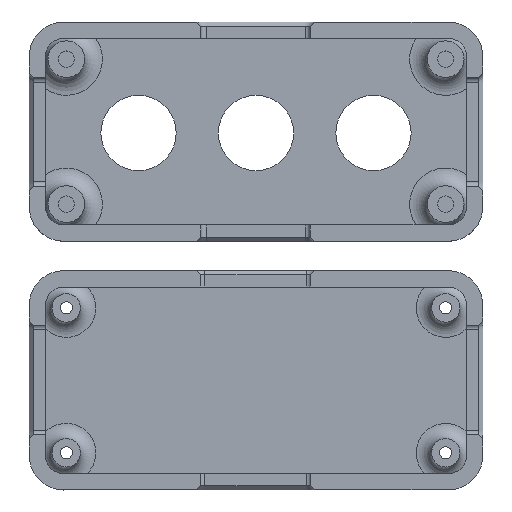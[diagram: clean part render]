
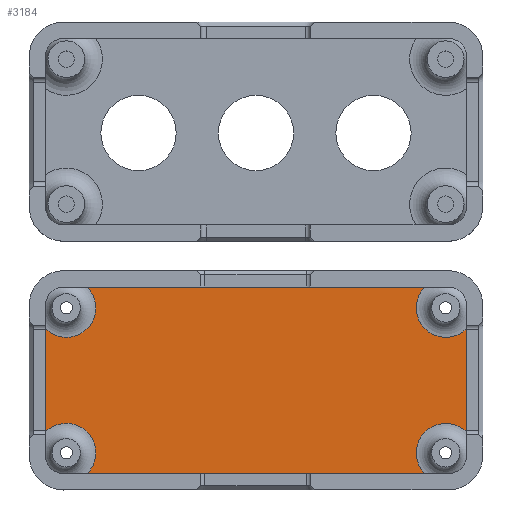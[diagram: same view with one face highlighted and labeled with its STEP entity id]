
A CAD part, top view. The second image highlights one B-rep face of the part: STEP entity #3184.
In plain terms, the highlighted planar face has unit normal (0, 0, 1).
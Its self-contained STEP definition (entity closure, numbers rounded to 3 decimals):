
#213=CIRCLE('',#3412,5.8);
#215=CIRCLE('',#3416,5.8);
#216=CIRCLE('',#3417,5.8);
#217=CIRCLE('',#3418,5.8);
#218=CIRCLE('',#3419,5.8);
#219=CIRCLE('',#3420,5.8);
#355=LINE('',#5364,#625);
#362=LINE('',#5410,#632);
#364=LINE('',#5439,#634);
#373=LINE('',#5505,#643);
#625=VECTOR('',#3793,10.);
#632=VECTOR('',#3810,10.);
#634=VECTOR('',#3814,10.);
#643=VECTOR('',#3883,10.);
#886=PLANE('',#3415);
#1001=FACE_OUTER_BOUND('',#1206,.T.);
#1206=EDGE_LOOP('',(#2349,#2350,#2351,#2352,#2353,#2354,#2355,#2356,#2357,
#2358));
#1467=VERTEX_POINT('',#5352);
#1468=VERTEX_POINT('',#5363);
#1479=VERTEX_POINT('',#5400);
#1480=VERTEX_POINT('',#5409);
#1483=VERTEX_POINT('',#5427);
#1484=VERTEX_POINT('',#5438);
#1498=VERTEX_POINT('',#5497);
#1499=VERTEX_POINT('',#5499);
#1500=VERTEX_POINT('',#5502);
#1501=VERTEX_POINT('',#5504);
#1775=EDGE_CURVE('',#1467,#1468,#355,.T.);
#1789=EDGE_CURVE('',#1479,#1480,#362,.F.);
#1794=EDGE_CURVE('',#1483,#1484,#364,.T.);
#1815=EDGE_CURVE('',#1480,#1483,#213,.T.);
#1818=EDGE_CURVE('',#1468,#1498,#215,.T.);
#1819=EDGE_CURVE('',#1499,#1467,#216,.T.);
#1820=EDGE_CURVE('',#1484,#1499,#217,.T.);
#1821=EDGE_CURVE('',#1500,#1479,#218,.T.);
#1822=EDGE_CURVE('',#1501,#1500,#373,.F.);
#1823=EDGE_CURVE('',#1498,#1501,#219,.T.);
#2349=ORIENTED_EDGE('',*,*,#1818,.F.);
#2350=ORIENTED_EDGE('',*,*,#1775,.F.);
#2351=ORIENTED_EDGE('',*,*,#1819,.F.);
#2352=ORIENTED_EDGE('',*,*,#1820,.F.);
#2353=ORIENTED_EDGE('',*,*,#1794,.F.);
#2354=ORIENTED_EDGE('',*,*,#1815,.F.);
#2355=ORIENTED_EDGE('',*,*,#1789,.F.);
#2356=ORIENTED_EDGE('',*,*,#1821,.F.);
#2357=ORIENTED_EDGE('',*,*,#1822,.F.);
#2358=ORIENTED_EDGE('',*,*,#1823,.F.);
#3184=ADVANCED_FACE('',(#1001),#886,.T.);
#3412=AXIS2_PLACEMENT_3D('',#5491,#3866,#3867);
#3415=AXIS2_PLACEMENT_3D('',#5496,#3873,#3874);
#3416=AXIS2_PLACEMENT_3D('',#5498,#3875,#3876);
#3417=AXIS2_PLACEMENT_3D('',#5500,#3877,#3878);
#3418=AXIS2_PLACEMENT_3D('',#5501,#3879,#3880);
#3419=AXIS2_PLACEMENT_3D('',#5503,#3881,#3882);
#3420=AXIS2_PLACEMENT_3D('',#5506,#3884,#3885);
#3793=DIRECTION('',(0.,1.,0.));
#3810=DIRECTION('',(0.,1.,0.));
#3814=DIRECTION('',(-1.,0.,0.));
#3866=DIRECTION('center_axis',(0.,0.,1.));
#3867=DIRECTION('ref_axis',(-1.,0.,0.));
#3873=DIRECTION('center_axis',(0.,0.,1.));
#3874=DIRECTION('ref_axis',(1.,0.,0.));
#3875=DIRECTION('center_axis',(0.,0.,1.));
#3876=DIRECTION('ref_axis',(-1.,0.,0.));
#3877=DIRECTION('center_axis',(0.,0.,1.));
#3878=DIRECTION('ref_axis',(-1.,0.,0.));
#3879=DIRECTION('center_axis',(0.,0.,1.));
#3880=DIRECTION('ref_axis',(-1.,0.,0.));
#3881=DIRECTION('center_axis',(0.,0.,1.));
#3882=DIRECTION('ref_axis',(-1.,0.,0.));
#3883=DIRECTION('',(-1.,0.,0.));
#3884=DIRECTION('center_axis',(0.,0.,1.));
#3885=DIRECTION('ref_axis',(-1.,0.,0.));
#5352=CARTESIAN_POINT('',(-41.4,-10.148,-3.8));
#5363=CARTESIAN_POINT('',(-41.4,10.148,-3.8));
#5364=CARTESIAN_POINT('',(-41.4,7.375,-3.8));
#5400=CARTESIAN_POINT('',(41.4,10.148,-3.8));
#5409=CARTESIAN_POINT('',(41.4,-10.148,-3.8));
#5410=CARTESIAN_POINT('',(41.4,-7.375,-3.8));
#5427=CARTESIAN_POINT('',(33.198,-18.35,-3.8));
#5438=CARTESIAN_POINT('',(-33.198,-18.35,-3.8));
#5439=CARTESIAN_POINT('',(-18.9,-18.35,-3.8));
#5491=CARTESIAN_POINT('Origin',(37.3,-14.25,-3.8));
#5496=CARTESIAN_POINT('Origin',(0.,0.,
-3.8));
#5497=CARTESIAN_POINT('',(-31.5,14.25,-3.8));
#5498=CARTESIAN_POINT('Origin',(-37.3,14.25,-3.8));
#5499=CARTESIAN_POINT('',(-31.5,-14.25,-3.8));
#5500=CARTESIAN_POINT('Origin',(-37.3,-14.25,-3.8));
#5501=CARTESIAN_POINT('Origin',(-37.3,-14.25,-3.8));
#5502=CARTESIAN_POINT('',(33.198,18.35,-3.8));
#5503=CARTESIAN_POINT('Origin',(37.3,14.25,-3.8));
#5504=CARTESIAN_POINT('',(-33.198,18.35,-3.8));
#5505=CARTESIAN_POINT('',(18.9,18.35,-3.8));
#5506=CARTESIAN_POINT('Origin',(-37.3,14.25,-3.8));
